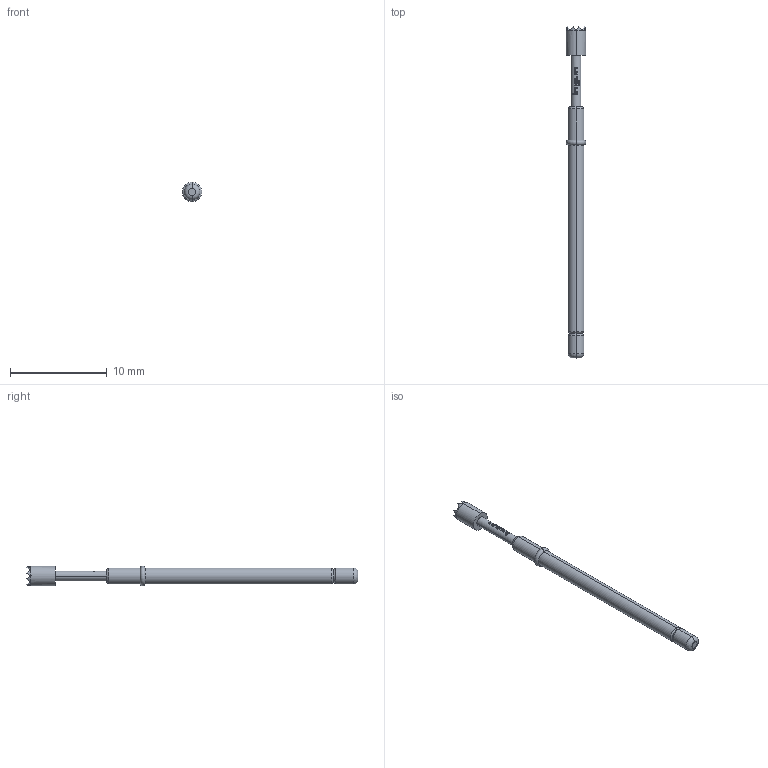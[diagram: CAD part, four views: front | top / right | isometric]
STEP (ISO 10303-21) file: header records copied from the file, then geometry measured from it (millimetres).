
FILE_DESCRIPTION (( 'STEP AP203' ), '1' );
FILE_NAME ('INGUN_GKS-112_306_200_X_xx04_0.STEP', '2018-11-14T07:53:14', ( '' ), ( '' ), 'SwSTEP 2.0', 'SolidWorks 2018', '' );
FILE_SCHEMA (( 'CONFIG_CONTROL_DESIGN' ));
Length unit declared in the file: millimetre
Products named in the file (1): INGUN_GKS-112_306_200_X_xx04_0
Bounding box: 2.03 x 34.3 x 2.03 mm (x, y, z)
Volume: 68 mm3; surface area: 180.4 mm2
Topology: 1 solids, 1 shells, 159 faces, 374 edges, 225 vertices
Faces by surface type: plane 97, bspline 24, cylinder 16, cone 14, torus 8
Entity records: 5465 total; most frequent: CARTESIAN_POINT 2351, ORIENTED_EDGE 748, DIRECTION 448, EDGE_CURVE 374, VERTEX_POINT 225, B_SPLINE_CURVE_WITH_KNOTS 186, AXIS2_PLACEMENT_3D 180, EDGE_LOOP 167
